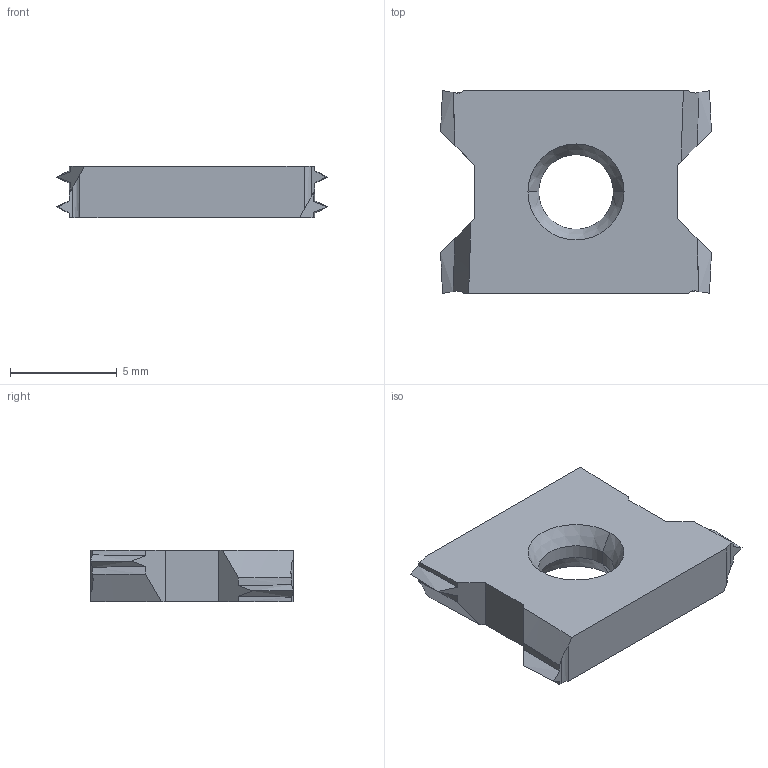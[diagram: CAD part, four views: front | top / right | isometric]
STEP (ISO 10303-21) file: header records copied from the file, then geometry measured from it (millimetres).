
FILE_DESCRIPTION((' '),'2;1');
FILE_NAME( 'Fourcut_0.8.stp', '2023-01-26T13:47:13', (' '), ('--- Datakit www.datakit.com---'), ' Datakit CrossCadWare V2022.3 Jun 16 2022', 'Mastercam 2023', ' ');
FILE_SCHEMA(('AUTOMOTIVE_DESIGN { 1 0 10303 214 1 1 1 1 }'));
Length unit declared in the file: millimetre
Products named in the file (1): Fourcut_0
Bounding box: 12.69 x 9.5 x 2.4 mm (x, y, z)
Volume: 212.1 mm3; surface area: 306.9 mm2
Topology: 1 solids, 1 shells, 44 faces, 122 edges, 80 vertices
Faces by surface type: cylinder 14, plane 14, bspline 12, cone 4
Entity records: 1528 total; most frequent: CARTESIAN_POINT 479, ORIENTED_EDGE 244, DIRECTION 168, EDGE_CURVE 122, VERTEX_POINT 80, AXIS2_PLACEMENT_3D 57, VECTOR 54, LINE 54
